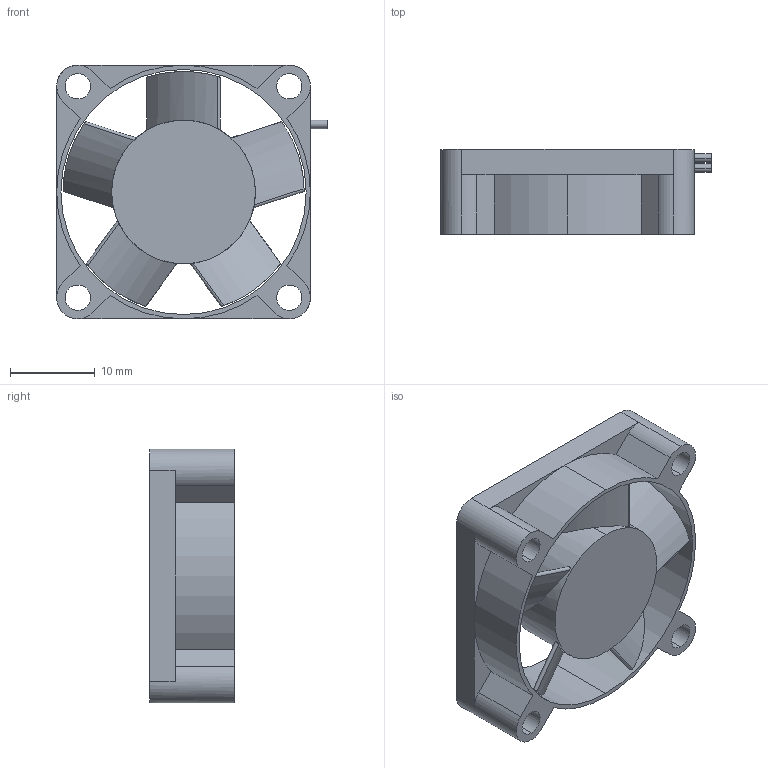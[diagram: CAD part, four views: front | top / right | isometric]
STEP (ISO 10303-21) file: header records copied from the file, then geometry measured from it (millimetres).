
FILE_DESCRIPTION (( 'STEP AP214' ), '1' );
FILE_NAME ('ventilateur.STEP', '2021-03-10T09:25:22', ( '' ), ( '' ), 'SwSTEP 2.0', 'SolidWorks 2016', '' );
FILE_SCHEMA (( 'AUTOMOTIVE_DESIGN' ));
Length unit declared in the file: millimetre
Products named in the file (1): ventilateur
Bounding box: 32 x 10 x 30 mm (x, y, z)
Volume: 3152.1 mm3; surface area: 4437.9 mm2
Topology: 2 solids, 2 shells, 88 faces, 227 edges, 149 vertices
Faces by surface type: cylinder 62, plane 26
Entity records: 3162 total; most frequent: CARTESIAN_POINT 977, ORIENTED_EDGE 454, DIRECTION 406, EDGE_CURVE 227, AXIS2_PLACEMENT_3D 152, VERTEX_POINT 149, EDGE_LOOP 104, VECTOR 102
